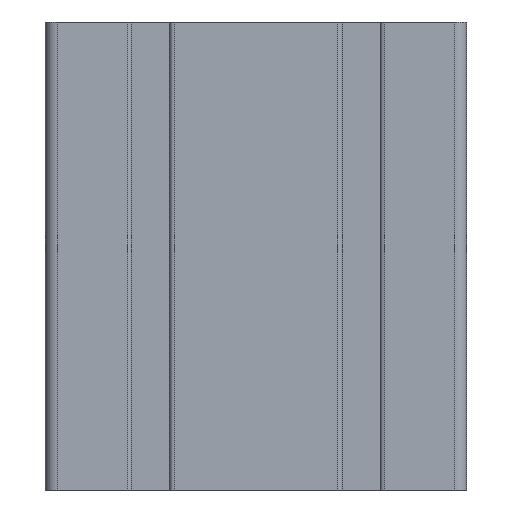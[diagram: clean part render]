
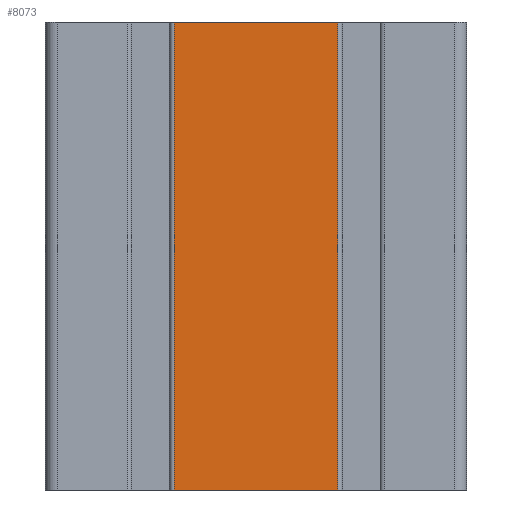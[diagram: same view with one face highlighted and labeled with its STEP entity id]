
A CAD part, left-side view. The second image highlights one B-rep face of the part: STEP entity #8073.
In plain terms, the highlighted planar face has unit normal (-1, 0, 0).
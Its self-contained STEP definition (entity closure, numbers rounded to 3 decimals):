
#1041=FACE_OUTER_BOUND('',#1451,.T.);
#1451=EDGE_LOOP('',(#6643,#6644,#6645,#6646));
#2120=LINE('',#13140,#2920);
#2157=LINE('',#13250,#2957);
#2289=LINE('',#13633,#3089);
#2290=LINE('',#13634,#3090);
#2920=VECTOR('',#10728,100.);
#2957=VECTOR('',#10835,100.);
#3089=VECTOR('',#11225,35.);
#3090=VECTOR('',#11226,35.);
#3733=VERTEX_POINT('',#13136);
#3734=VERTEX_POINT('',#13138);
#3771=VERTEX_POINT('',#13247);
#3772=VERTEX_POINT('',#13249);
#4826=EDGE_CURVE('',#3733,#3734,#2120,.T.);
#4880=EDGE_CURVE('',#3771,#3772,#2157,.T.);
#5073=EDGE_CURVE('',#3772,#3734,#2289,.T.);
#5074=EDGE_CURVE('',#3771,#3733,#2290,.T.);
#6643=ORIENTED_EDGE('',*,*,#4826,.T.);
#6644=ORIENTED_EDGE('',*,*,#5073,.F.);
#6645=ORIENTED_EDGE('',*,*,#4880,.F.);
#6646=ORIENTED_EDGE('',*,*,#5074,.T.);
#7675=PLANE('',#8861);
#8073=ADVANCED_FACE('',(#1041),#7675,.T.);
#8861=AXIS2_PLACEMENT_3D('',#13632,#11223,#11224);
#10728=DIRECTION('',(0.,0.,-1.));
#10835=DIRECTION('',(0.,0.,-1.));
#11223=DIRECTION('center_axis',(-1.,0.,0.));
#11224=DIRECTION('ref_axis',(0.,-1.,0.));
#11225=DIRECTION('',(0.,1.,0.));
#11226=DIRECTION('',(0.,1.,0.));
#13136=CARTESIAN_POINT('',(-90.,17.5,100.));
#13138=CARTESIAN_POINT('',(-90.,17.5,0.));
#13140=CARTESIAN_POINT('',(-90.,17.5,0.));
#13247=CARTESIAN_POINT('',(-90.,-17.5,100.));
#13249=CARTESIAN_POINT('',(-90.,-17.5,0.));
#13250=CARTESIAN_POINT('',(-90.,-17.5,0.));
#13632=CARTESIAN_POINT('Origin',(-90.,42.5,0.));
#13633=CARTESIAN_POINT('',(-90.,21.25,0.));
#13634=CARTESIAN_POINT('',(-90.,21.25,100.));
